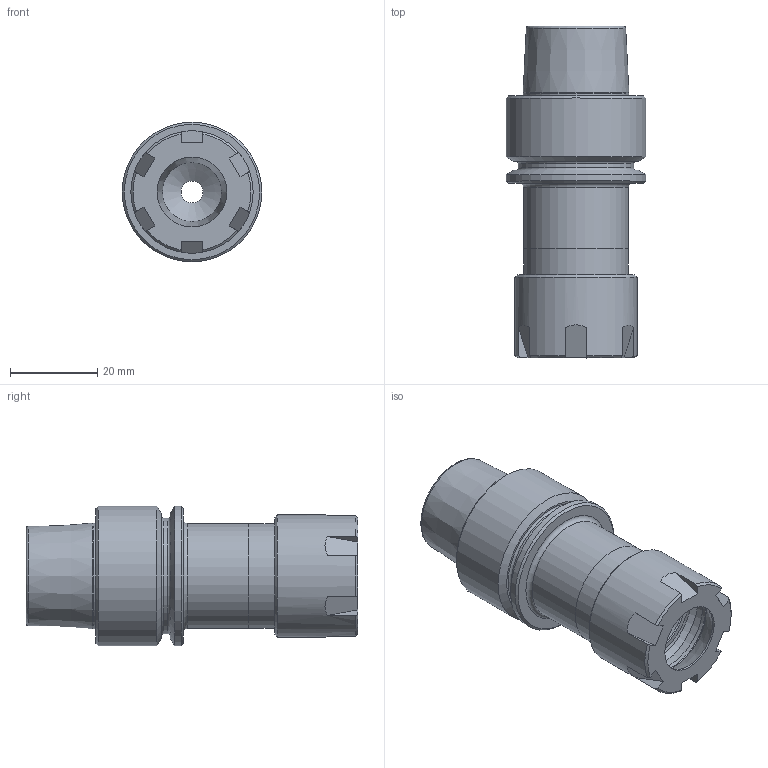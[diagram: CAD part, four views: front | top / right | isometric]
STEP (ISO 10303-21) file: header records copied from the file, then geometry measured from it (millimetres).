
FILE_DESCRIPTION(/* description */ ('Alibre Inc.'),/* implementation_level */ '2;1');
FILE_NAME(/* name */ 'export-70C13135-7AB6-4138-9077-178A31D3ABAA',/* time_stamp */ '2024-08-12T08:59:52+02:00',/* author */ (''),/* organization */ (''),/* preprocessor_version */ 'ST-DEVELOPER v17',/* originating_system */ 'Alibre',/* authorisation */ '');
FILE_SCHEMA (('AUTOMOTIVE_DESIGN'));
Length unit declared in the file: millimetre
Products named in the file (3): NOCUT
Bounding box: 32 x 76 x 32 mm (x, y, z)
Volume: 26189 mm3; surface area: 13819.8 mm2
Topology: 2 solids, 2 shells, 85 faces, 206 edges, 132 vertices
Faces by surface type: plane 29, cone 23, cylinder 18, torus 15
Full cylindrical faces by diameter (mm): 5 x1, 8.917 x1, 11 x1, 13.5 x1, 16 x1, 17 x2, 20.5 x1, 21.304 x1, 22.917 x1, 24 x2, 24.129 x1, 24.3 x1, 26.5 x1, 28 x1, 32 x2
Entity records: 2484 total; most frequent: DIRECTION 433, ORIENTED_EDGE 412, CARTESIAN_POINT 409, EDGE_CURVE 206, AXIS2_PLACEMENT_3D 200, VERTEX_POINT 132, CIRCLE 105, EDGE_LOOP 96
